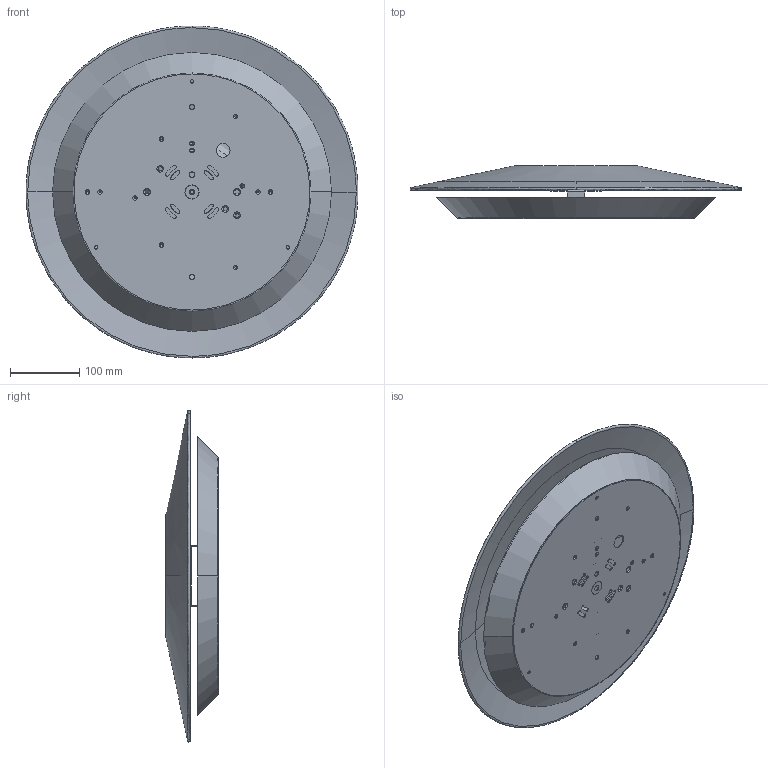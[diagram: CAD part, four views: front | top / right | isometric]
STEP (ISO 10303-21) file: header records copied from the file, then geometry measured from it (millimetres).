
FILE_DESCRIPTION (( 'STEP AP203' ), '1' );
FILE_NAME ('PLANET_PP48_STEP.STEP', '2016-01-12T11:16:57', ( 'admin' ), ( '' ), 'SwSTEP 2.0', 'SolidWorks 2015', '' );
FILE_SCHEMA (( 'CONFIG_CONTROL_DESIGN' ));
Length unit declared in the file: millimetre
Products named in the file (2): PLANET_PP48_STEP
Bounding box: 479.98 x 76.29 x 479.98 mm (x, y, z)
Volume: 989948.3 mm3; surface area: 695416.5 mm2
Topology: 3 solids, 3 shells, 215 faces, 588 edges, 382 vertices
Faces by surface type: cylinder 124, cone 50, plane 23, bspline 18
Entity records: 9804 total; most frequent: CARTESIAN_POINT 3871, DIRECTION 1286, ORIENTED_EDGE 1176, EDGE_CURVE 588, AXIS2_PLACEMENT_3D 535, VERTEX_POINT 382, CIRCLE 336, EDGE_LOOP 308
